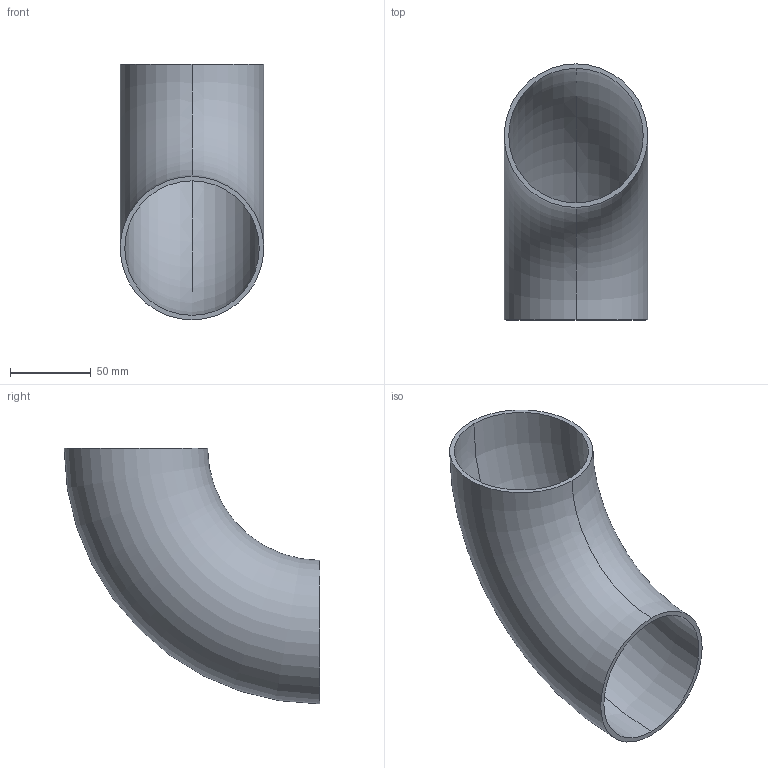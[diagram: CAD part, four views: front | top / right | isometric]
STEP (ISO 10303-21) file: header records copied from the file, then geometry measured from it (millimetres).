
FILE_DESCRIPTION (( 'STEP AP203' ), '1' );
FILE_NAME ('55195-240.step', '2018-12-17T10:22:32', ( '' ), ( '' ), 'SwSTEP 2.0', 'SolidWorks 2015', '' );
FILE_SCHEMA (( 'CONFIG_CONTROL_DESIGN' ));
Length unit declared in the file: millimetre
Products named in the file (1): 55195-240
Bounding box: 88.9 x 158.45 x 158.45 mm (x, y, z)
Volume: 135623.2 mm3; surface area: 98398.3 mm2
Topology: 1 solids, 1 shells, 229 faces, 612 edges, 408 vertices
Faces by surface type: plane 106, bspline 96, torus 27
Entity records: 11521 total; most frequent: CARTESIAN_POINT 6780, ORIENTED_EDGE 1224, EDGE_CURVE 612, DIRECTION 492, VERTEX_POINT 408, B_SPLINE_CURVE_WITH_KNOTS 400, EDGE_LOOP 254, FACE_OUTER_BOUND 229
